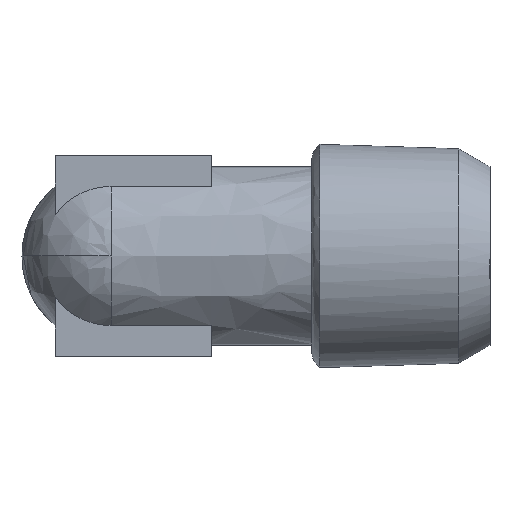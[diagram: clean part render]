
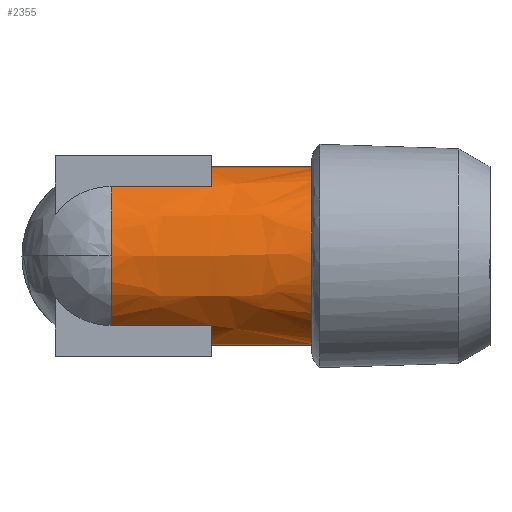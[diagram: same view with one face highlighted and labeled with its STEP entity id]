
A CAD part, left-side view. The second image highlights one B-rep face of the part: STEP entity #2355.
In plain terms, the highlighted free-form (B-spline) face has degree [1, 3] with [2, 4] control points.
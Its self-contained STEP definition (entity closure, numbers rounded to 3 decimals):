
#70 = CARTESIAN_POINT ( 'NONE',  ( -173.503, 7.294, -28.897 ) ) ;
#114 = CARTESIAN_POINT ( 'NONE',  ( -174.958, 16.294, -21.878 ) ) ;
#172 = EDGE_CURVE ( 'NONE', #433, #428, #199, .T. ) ;
#199 =( BOUNDED_CURVE ( )  B_SPLINE_CURVE ( 3, ( #1666, #336, #711, #892 ),
 .UNSPECIFIED., .F., .F. ) 
 B_SPLINE_CURVE_WITH_KNOTS ( ( 4, 4 ),
 ( -0.675, 0. ),
 .UNSPECIFIED. ) 
 CURVE ( )  GEOMETRIC_REPRESENTATION_ITEM ( )  RATIONAL_B_SPLINE_CURVE ( ( 1., 0.962, 0.962, 1. ) ) 
 REPRESENTATION_ITEM ( '' )  );
#230 = CARTESIAN_POINT ( 'NONE',  ( -175.923, 16.294, -27.35 ) ) ;
#240 = CARTESIAN_POINT ( 'NONE',  ( -175.952, 7.294, -27.016 ) ) ;
#275 = CARTESIAN_POINT ( 'NONE',  ( -172.458, 7.294, -21. ) ) ;
#280 = ORIENTED_EDGE ( 'NONE', *, *, #1087, .F. ) ;
#308 =( BOUNDED_CURVE ( )  B_SPLINE_CURVE ( 3, ( #114, #1244, #670, #1485 ),
 .UNSPECIFIED., .F., .F. ) 
 B_SPLINE_CURVE_WITH_KNOTS ( ( 4, 4 ),
 ( -0.896, 0. ),
 .UNSPECIFIED. ) 
 CURVE ( )  GEOMETRIC_REPRESENTATION_ITEM ( )  RATIONAL_B_SPLINE_CURVE ( ( 1., 0.934, 0.934, 1. ) ) 
 REPRESENTATION_ITEM ( '' )  );
#316 = ORIENTED_EDGE ( 'NONE', *, *, #2133, .T. ) ;
#336 = CARTESIAN_POINT ( 'NONE',  ( -173.376, 11.794, -21. ) ) ;
#411 = CARTESIAN_POINT ( 'NONE',  ( -174.958, 16.294, -28.122 ) ) ;
#415 = B_SPLINE_CURVE_WITH_KNOTS ( 'NONE', 1,
 ( #474, #1439 ),
 .UNSPECIFIED., .F., .F.,
 ( 2, 2 ),
 ( 0., 1. ),
 .UNSPECIFIED. ) ;
#428 = VERTEX_POINT ( 'NONE', #527 ) ;
#432 = CARTESIAN_POINT ( 'NONE',  ( -175.658, 7.294, -27.457 ) ) ;
#433 = VERTEX_POINT ( 'NONE', #1677 ) ;
#439 = CARTESIAN_POINT ( 'NONE',  ( -174.474, 7.294, -21.506 ) ) ;
#474 = CARTESIAN_POINT ( 'NONE',  ( -174.958, 11.794, -28.122 ) ) ;
#484 = EDGE_CURVE ( 'NONE', #773, #428, #1410, .T. ) ;
#485 = ORIENTED_EDGE ( 'NONE', *, *, #2099, .F. ) ;
#527 = CARTESIAN_POINT ( 'NONE',  ( -174.958, 11.794, -21.878 ) ) ;
#608 = CARTESIAN_POINT ( 'NONE',  ( -172.458, 11.794, -29. ) ) ;
#618 = CARTESIAN_POINT ( 'NONE',  ( -174.915, 7.294, -28.2 ) ) ;
#641 = CARTESIAN_POINT ( 'NONE',  ( -180.458, 7.294, -29. ) ) ;
#644 = CARTESIAN_POINT ( 'NONE',  ( -176.354, 7.294, -26.045 ) ) ;
#646 = CARTESIAN_POINT ( 'NONE',  ( -172.458, 11.794, -29. ) ) ;
#666 = CARTESIAN_POINT ( 'NONE',  ( -172.458, 16.294, -21. ) ) ;
#670 = CARTESIAN_POINT ( 'NONE',  ( -176.458, 16.294, -23.764 ) ) ;
#711 = CARTESIAN_POINT ( 'NONE',  ( -174.241, 11.794, -21.304 ) ) ;
#773 = VERTEX_POINT ( 'NONE', #1944 ) ;
#798 = CARTESIAN_POINT ( 'NONE',  ( -176.458, 16.294, -25. ) ) ;
#804 = CARTESIAN_POINT ( 'NONE',  ( -176.458, 7.294, -24.475 ) ) ;
#816 = CARTESIAN_POINT ( 'NONE',  ( -173.503, 7.294, -21.103 ) ) ;
#818 = CARTESIAN_POINT ( 'NONE',  ( -173.357, 11.794, -28.924 ) ) ;
#825 = CARTESIAN_POINT ( 'NONE',  ( -172.983, 7.294, -21. ) ) ;
#830 = CARTESIAN_POINT ( 'NONE',  ( -172.458, 11.794, -29. ) ) ;
#832 = CARTESIAN_POINT ( 'NONE',  ( -175.952, 7.294, -22.984 ) ) ;
#892 = CARTESIAN_POINT ( 'NONE',  ( -174.958, 11.794, -21.878 ) ) ;
#938 = CARTESIAN_POINT ( 'NONE',  ( -174.958, 16.294, -21.878 ) ) ;
#1052 = ORIENTED_EDGE ( 'NONE', *, *, #484, .F. ) ;
#1087 = EDGE_CURVE ( 'NONE', #1840, #1894, #1432, .T. ) ;
#1173 = CARTESIAN_POINT ( 'NONE',  ( -172.458, 7.294, -21. ) ) ;
#1194 = CARTESIAN_POINT ( 'NONE',  ( -176.458, 7.294, -25.525 ) ) ;
#1195 = EDGE_CURVE ( 'NONE', #1840, #433, #1659, .T. ) ;
#1200 = ORIENTED_EDGE ( 'NONE', *, *, #172, .T. ) ;
#1214 = CARTESIAN_POINT ( 'NONE',  ( -172.458, 7.294, -29. ) ) ;
#1233 = CARTESIAN_POINT ( 'NONE',  ( -172.458, 16.294, -29. ) ) ;
#1244 = CARTESIAN_POINT ( 'NONE',  ( -175.923, 16.294, -22.65 ) ) ;
#1334 = ORIENTED_EDGE ( 'NONE', *, *, #2051, .T. ) ;
#1336 = B_SPLINE_CURVE_WITH_KNOTS ( 'NONE', 3,
 ( #646, #1777, #818, #1981, #1419, #2146 ),
 .UNSPECIFIED., .F., .F.,
 ( 4, 2, 4 ),
 ( 0., 0.338, 0.675 ),
 .UNSPECIFIED. ) ;
#1365 = CARTESIAN_POINT ( 'NONE',  ( -176.354, 7.294, -23.955 ) ) ;
#1367 = EDGE_CURVE ( 'NONE', #1721, #1894, #1673, .T. ) ;
#1382 = CARTESIAN_POINT ( 'NONE',  ( -172.458, 7.294, -29. ) ) ;
#1385 = CARTESIAN_POINT ( 'NONE',  ( -172.458, 7.294, -29. ) ) ;
#1403 = CARTESIAN_POINT ( 'NONE',  ( -172.458, 7.294, -21. ) ) ;
#1404 = CARTESIAN_POINT ( 'NONE',  ( -174.474, 7.294, -28.494 ) ) ;
#1410 = B_SPLINE_CURVE_WITH_KNOTS ( 'NONE', 1,
 ( #938, #1557 ),
 .UNSPECIFIED., .F., .F.,
 ( 2, 2 ),
 ( 0., 1. ),
 .UNSPECIFIED. ) ;
#1419 = CARTESIAN_POINT ( 'NONE',  ( -174.606, 11.794, -28.404 ) ) ;
#1432 = B_SPLINE_CURVE_WITH_KNOTS ( 'NONE', 3,
 ( #1173, #825, #816, #439, #1575, #2144, #832, #1365, #804, #1194, #644, #240, #432, #618, #1404, #70, #1940, #1385 ),
 .UNSPECIFIED., .F., .F.,
 ( 4, 2, 2, 2, 2, 2, 2, 2, 4 ),
 ( 0., 0.393, 0.785, 1.178, 1.571, 1.963, 2.356, 2.749, 3.142 ),
 .UNSPECIFIED. ) ;
#1439 = CARTESIAN_POINT ( 'NONE',  ( -174.958, 16.294, -28.122 ) ) ;
#1485 = CARTESIAN_POINT ( 'NONE',  ( -176.458, 16.294, -25. ) ) ;
#1557 = CARTESIAN_POINT ( 'NONE',  ( -174.958, 11.794, -21.878 ) ) ;
#1575 = CARTESIAN_POINT ( 'NONE',  ( -174.915, 7.294, -21.8 ) ) ;
#1578 = CARTESIAN_POINT ( 'NONE',  ( -174.958, 16.294, -28.122 ) ) ;
#1586 = FACE_OUTER_BOUND ( 'NONE', #1725, .T. ) ;
#1610 = CARTESIAN_POINT ( 'NONE',  ( -180.458, 16.294, -29. ) ) ;
#1659 = B_SPLINE_CURVE_WITH_KNOTS ( 'NONE', 1,
 ( #1678, #2356 ),
 .UNSPECIFIED., .F., .F.,
 ( 2, 2 ),
 ( -1., 0. ),
 .UNSPECIFIED. ) ;
#1666 = CARTESIAN_POINT ( 'NONE',  ( -172.458, 11.794, -21. ) ) ;
#1673 = B_SPLINE_CURVE_WITH_KNOTS ( 'NONE', 1,
 ( #830, #1382 ),
 .UNSPECIFIED., .F., .F.,
 ( 2, 2 ),
 ( -1., 0. ),
 .UNSPECIFIED. ) ;
#1677 = CARTESIAN_POINT ( 'NONE',  ( -172.458, 11.794, -21. ) ) ;
#1678 = CARTESIAN_POINT ( 'NONE',  ( -172.458, 7.294, -21. ) ) ;
#1716 = CARTESIAN_POINT ( 'NONE',  ( -176.458, 16.294, -25. ) ) ;
#1721 = VERTEX_POINT ( 'NONE', #608 ) ;
#1725 = EDGE_LOOP ( 'NONE', ( #1200, #1052, #316, #1334, #485, #1971, #2237, #280, #1756 ) ) ;
#1756 = ORIENTED_EDGE ( 'NONE', *, *, #1195, .T. ) ;
#1759 = CARTESIAN_POINT ( 'NONE',  ( -172.458, 7.294, -29. ) ) ;
#1763 =( BOUNDED_SURFACE ( )  B_SPLINE_SURFACE ( 1, 3, ( 
 ( #666, #1772, #1610, #1233 ),
 ( #275, #2346, #641, #1214 ) ),
 .UNSPECIFIED., .F., .F., .F. ) 
 B_SPLINE_SURFACE_WITH_KNOTS ( ( 2, 2 ),
 ( 4, 4 ),
 ( 0., 1. ),
 ( 0., 1. ),
 .UNSPECIFIED. ) 
 GEOMETRIC_REPRESENTATION_ITEM ( )  RATIONAL_B_SPLINE_SURFACE ( (
 ( 1., 0.333, 0.333, 1.),
 ( 1., 0.333, 0.333, 1.) ) ) 
 REPRESENTATION_ITEM ( '' )  SURFACE ( )  );
#1772 = CARTESIAN_POINT ( 'NONE',  ( -180.458, 16.294, -21. ) ) ;
#1777 = CARTESIAN_POINT ( 'NONE',  ( -172.909, 11.794, -29. ) ) ;
#1812 = VERTEX_POINT ( 'NONE', #798 ) ;
#1840 = VERTEX_POINT ( 'NONE', #1403 ) ;
#1894 = VERTEX_POINT ( 'NONE', #1759 ) ;
#1936 = CARTESIAN_POINT ( 'NONE',  ( -176.458, 16.294, -26.236 ) ) ;
#1940 = CARTESIAN_POINT ( 'NONE',  ( -172.983, 7.294, -29. ) ) ;
#1944 = CARTESIAN_POINT ( 'NONE',  ( -174.958, 16.294, -21.878 ) ) ;
#1953 = CARTESIAN_POINT ( 'NONE',  ( -174.958, 11.794, -28.122 ) ) ;
#1971 = ORIENTED_EDGE ( 'NONE', *, *, #2271, .F. ) ;
#1981 = CARTESIAN_POINT ( 'NONE',  ( -174.208, 11.794, -28.625 ) ) ;
#2051 = EDGE_CURVE ( 'NONE', #1812, #2079, #2053, .T. ) ;
#2053 =( BOUNDED_CURVE ( )  B_SPLINE_CURVE ( 3, ( #1716, #1936, #230, #411 ),
 .UNSPECIFIED., .F., .F. ) 
 B_SPLINE_CURVE_WITH_KNOTS ( ( 4, 4 ),
 ( -0.896, 0. ),
 .UNSPECIFIED. ) 
 CURVE ( )  GEOMETRIC_REPRESENTATION_ITEM ( )  RATIONAL_B_SPLINE_CURVE ( ( 1., 0.934, 0.934, 1. ) ) 
 REPRESENTATION_ITEM ( '' )  );
#2079 = VERTEX_POINT ( 'NONE', #1578 ) ;
#2099 = EDGE_CURVE ( 'NONE', #2371, #2079, #415, .T. ) ;
#2133 = EDGE_CURVE ( 'NONE', #773, #1812, #308, .T. ) ;
#2144 = CARTESIAN_POINT ( 'NONE',  ( -175.658, 7.294, -22.543 ) ) ;
#2146 = CARTESIAN_POINT ( 'NONE',  ( -174.958, 11.794, -28.122 ) ) ;
#2237 = ORIENTED_EDGE ( 'NONE', *, *, #1367, .T. ) ;
#2271 = EDGE_CURVE ( 'NONE', #1721, #2371, #1336, .T. ) ;
#2346 = CARTESIAN_POINT ( 'NONE',  ( -180.458, 7.294, -21. ) ) ;
#2355 = ADVANCED_FACE ( 'NONE', ( #1586 ), #1763, .F. ) ;
#2356 = CARTESIAN_POINT ( 'NONE',  ( -172.458, 11.794, -21. ) ) ;
#2371 = VERTEX_POINT ( 'NONE', #1953 ) ;
